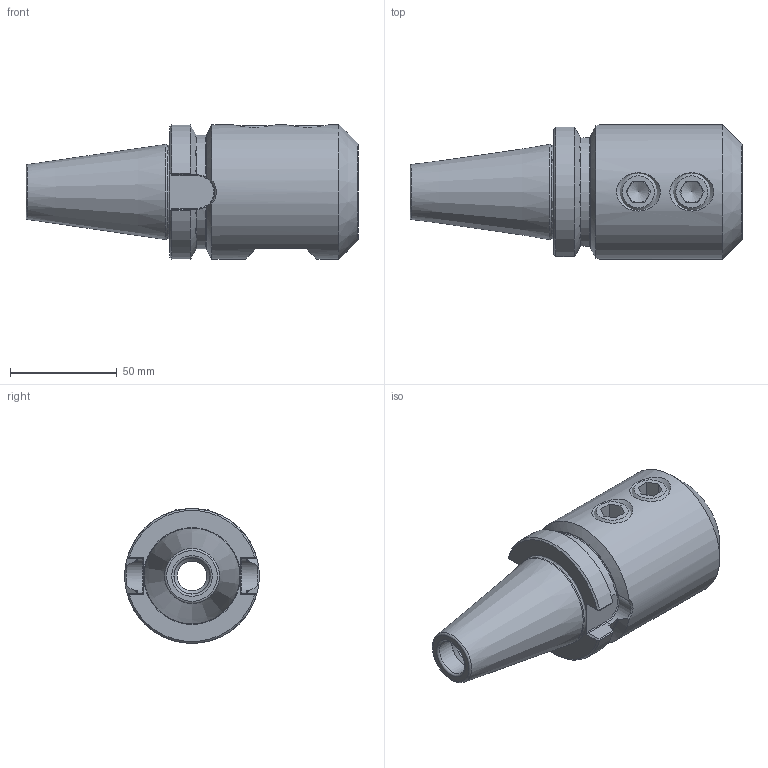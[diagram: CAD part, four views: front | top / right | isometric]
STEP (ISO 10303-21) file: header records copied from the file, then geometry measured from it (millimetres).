
FILE_DESCRIPTION( ( 'Unknown' ), '1' );
FILE_NAME( '214032550-D.stp', 'Unknown', ( 'Unknown' ), ( 'Unknown' ), 'PSStep 15.0.49', 'Unknown', ' ' );
FILE_SCHEMA( ( 'AUTOMOTIVE_DESIGN { 1 0 10303 214 1 1 1 1 }' ) );
Length unit declared in the file: millimetre
Products named in the file (3): 1; 2; 3
Bounding box: 155.4 x 63 x 63 mm (x, y, z)
Volume: 275121.2 mm3; surface area: 43424.2 mm2
Topology: 3 solids, 3 shells, 119 faces, 306 edges, 191 vertices
Faces by surface type: plane 66, cone 20, cylinder 20, torus 11, bspline 2
Full cylindrical faces by diameter (mm): 13.835 x2, 15.835 x2, 17 x1, 18 x2, 25 x1, 25.5 x1, 63 x1
Entity records: 4892 total; most frequent: CARTESIAN_POINT 1283, DIRECTION 534, ORIENTED_EDGE 516, EDGE_CURVE 258, AXIS2_PLACEMENT_3D 209, VERTEX_POINT 176, EDGE_LOOP 154, FACE_OUTER_BOUND 134
